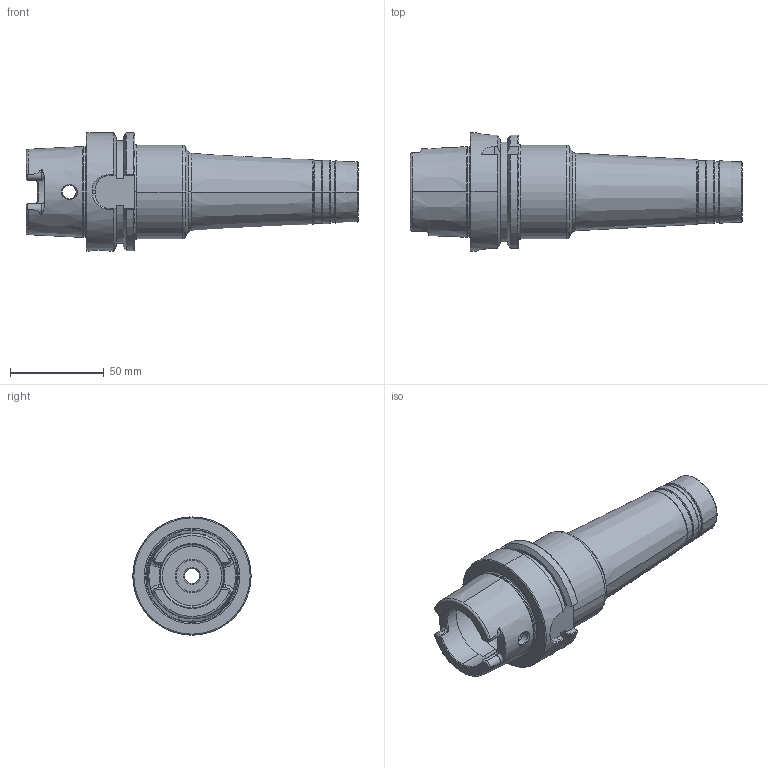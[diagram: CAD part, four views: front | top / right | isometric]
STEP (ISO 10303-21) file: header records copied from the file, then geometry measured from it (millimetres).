
FILE_DESCRIPTION((''),'2;1');
FILE_NAME('WQ108HMC-HSK63A-HMC0_63-5_71','2020-03-26T',('MYPC'),(''),'PRO/ENGINEER BY PARAMETRIC TECHNOLOGY CORPORATION, 2012130','PRO/ENGINEER BY PARAMETRIC TECHNOLOGY CORPORATION, 2012130','');
FILE_SCHEMA(('CONFIG_CONTROL_DESIGN'));
Length unit declared in the file: inch
Products named in the file (1): WQ108HMC-HSK63A-HMC0_63-5_71
Bounding box: 177.01 x 63 x 63 mm (x, y, z)
Volume: 218114.1 mm3; surface area: 41449.5 mm2
Topology: 1 solids, 2 shells, 217 faces, 518 edges, 310 vertices
Faces by surface type: plane 58, cone 57, cylinder 55, torus 43, bspline 4
Entity records: 6932 total; most frequent: CARTESIAN_POINT 1851, DIRECTION 1102, ORIENTED_EDGE 1032, EDGE_CURVE 518, AXIS2_PLACEMENT_3D 449, VERTEX_POINT 310, CIRCLE 235, EDGE_LOOP 230
